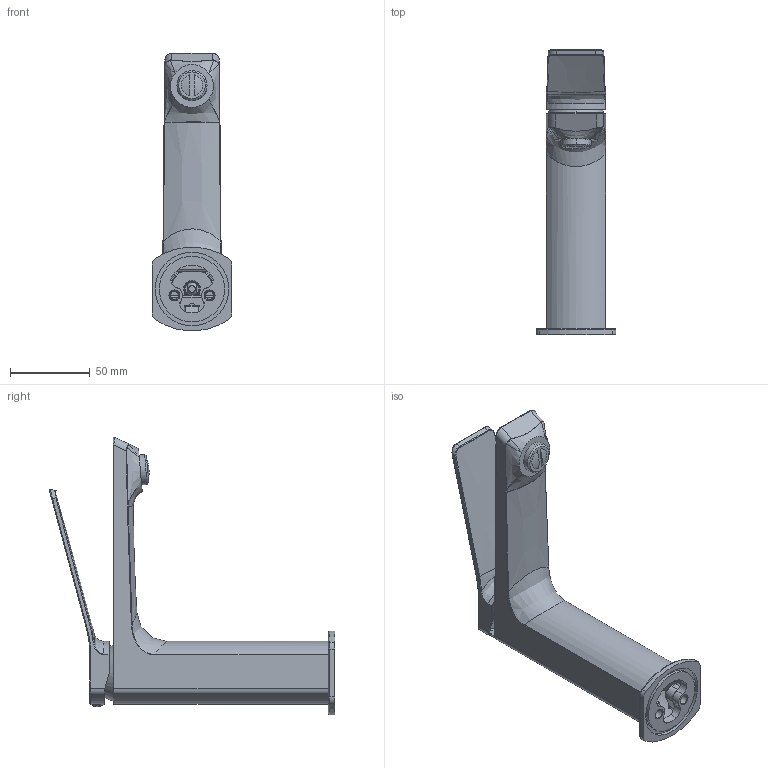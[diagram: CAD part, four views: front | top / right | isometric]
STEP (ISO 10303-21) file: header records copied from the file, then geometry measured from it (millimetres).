
FILE_DESCRIPTION((''),'2;1');
FILE_NAME('TI071CR','2021-11-09T08:08:09',('ut3'),('PAFFONI SpA'),'CREO PARAMETRIC BY PTC INC, 2020044','CREO PARAMETRIC BY PTC INC, 2020044','');
FILE_SCHEMA(('CONFIG_CONTROL_DESIGN','SHAPE_APPEARANCE_LAYERS_GROUPS'));
Length unit declared in the file: millimetre
Products named in the file (1): TI071CR
Bounding box: 50 x 178.31 x 173.53 mm (x, y, z)
Volume: 119457 mm3; surface area: 78288.8 mm2
Topology: 2 solids, 2 shells, 548 faces, 1272 edges, 740 vertices
Faces by surface type: cylinder 190, plane 112, bspline 109, cone 47, sphere 46, torus 44
Entity records: 28126 total; most frequent: CARTESIAN_POINT 12573, ORIENTED_EDGE 2532, DIRECTION 2446, EDGE_CURVE 1266, AXIS2_PLACEMENT_3D 1004, VERTEX_POINT 740, EDGE_LOOP 590, CIRCLE 565
